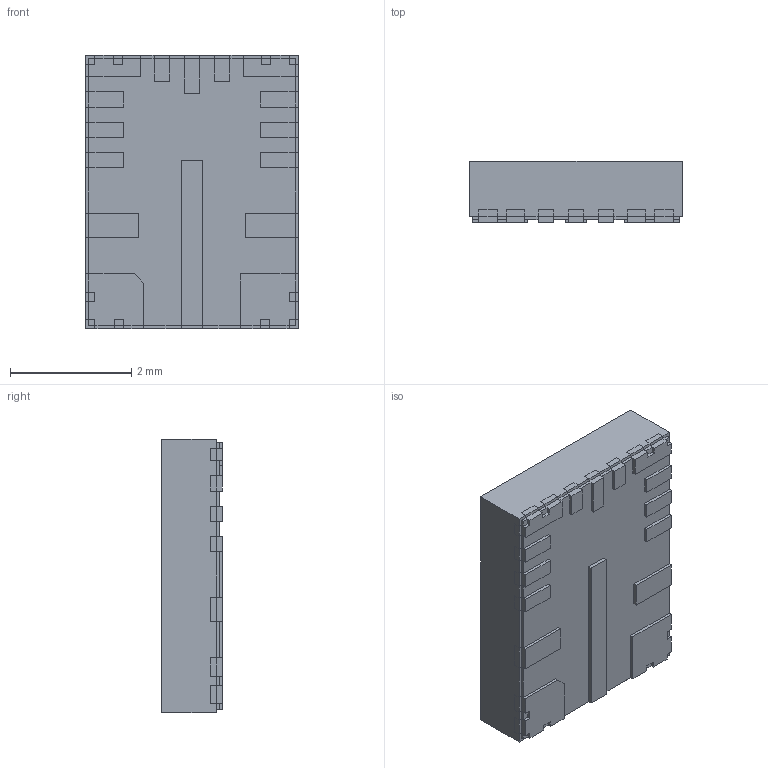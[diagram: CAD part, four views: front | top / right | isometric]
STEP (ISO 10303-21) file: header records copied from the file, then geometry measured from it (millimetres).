
FILE_DESCRIPTION (( 'STEP AP214' ), '1' );
FILE_NAME ('LM61495QRPHRQ1.STEP', '2022-11-08T07:21:09', ( '' ), ( '' ), 'SwSTEP 2.0', 'SolidWorks 2017', '' );
FILE_SCHEMA (( 'AUTOMOTIVE_DESIGN' ));
Length unit declared in the file: millimetre
Products named in the file (1): LM61495QRPHRQ1
Bounding box: 3.5 x 1 x 4.5 mm (x, y, z)
Volume: 15.2 mm3; surface area: 68.6 mm2
Topology: 18 solids, 18 shells, 347 faces, 930 edges, 620 vertices
Faces by surface type: plane 343, cylinder 4
Entity records: 10799 total; most frequent: CARTESIAN_POINT 1898, ORIENTED_EDGE 1860, DIRECTION 1634, EDGE_CURVE 930, VECTOR 922, LINE 922, VERTEX_POINT 620, AXIS2_PLACEMENT_3D 356
